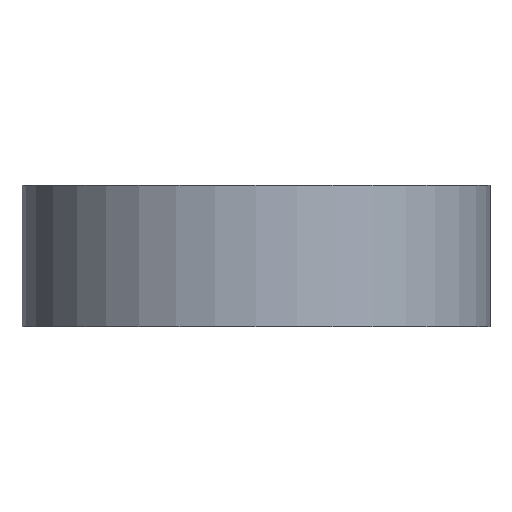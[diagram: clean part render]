
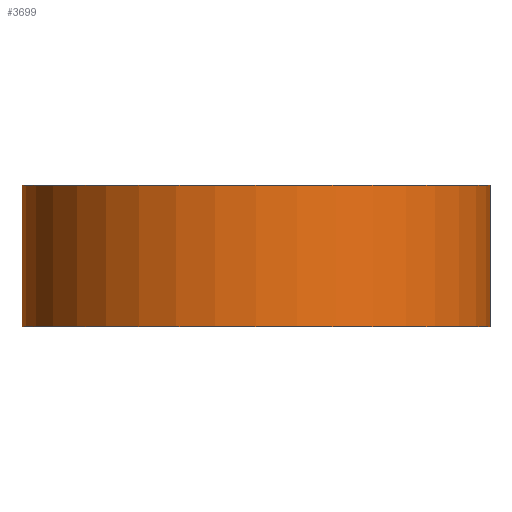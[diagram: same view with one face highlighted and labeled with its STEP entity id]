
A CAD part, front view. The second image highlights one B-rep face of the part: STEP entity #3699.
In plain terms, the highlighted cylindrical face has radius 82.5 mm (diameter 165 mm), a partial arc.
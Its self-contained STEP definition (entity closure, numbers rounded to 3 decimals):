
#177 = VERTEX_POINT ( 'NONE', #1562 ) ;
#403 = DIRECTION ( 'NONE',  ( -1., 0., 0. ) ) ;
#430 = DIRECTION ( 'NONE',  ( 0., 0., -1. ) ) ;
#455 = CARTESIAN_POINT ( 'NONE',  ( 0., 0., -50. ) ) ;
#486 = DIRECTION ( 'NONE',  ( 0., 0., -1. ) ) ;
#577 = ORIENTED_EDGE ( 'NONE', *, *, #2428, .T. ) ;
#601 = FACE_OUTER_BOUND ( 'NONE', #5162, .T. ) ;
#679 = EDGE_CURVE ( 'NONE', #4955, #790, #4166, .T. ) ;
#790 = VERTEX_POINT ( 'NONE', #1344 ) ;
#1286 = DIRECTION ( 'NONE',  ( -1., 0., 0. ) ) ;
#1296 = DIRECTION ( 'NONE',  ( 0., 0., 1. ) ) ;
#1319 = CARTESIAN_POINT ( 'NONE',  ( -82.5, 0., -50. ) ) ;
#1344 = CARTESIAN_POINT ( 'NONE',  ( -82.5, 0., -50. ) ) ;
#1407 = ORIENTED_EDGE ( 'NONE', *, *, #3577, .F. ) ;
#1562 = CARTESIAN_POINT ( 'NONE',  ( 82.5, 0., 0. ) ) ;
#1677 = VECTOR ( 'NONE', #1296, 1000. ) ;
#2010 = AXIS2_PLACEMENT_3D ( 'NONE', #5194, #5163, #2276 ) ;
#2054 = AXIS2_PLACEMENT_3D ( 'NONE', #455, #430, #403 ) ;
#2149 = LINE ( 'NONE', #1319, #3967 ) ;
#2276 = DIRECTION ( 'NONE',  ( 1., 0., 0. ) ) ;
#2428 = EDGE_CURVE ( 'NONE', #177, #4251, #3651, .T. ) ;
#2527 = CARTESIAN_POINT ( 'NONE',  ( 82.5, 0., -50. ) ) ;
#3042 = DIRECTION ( 'NONE',  ( 0., 0., 1. ) ) ;
#3356 = CARTESIAN_POINT ( 'NONE',  ( 0., 0., 0. ) ) ;
#3418 = EDGE_CURVE ( 'NONE', #4955, #177, #3716, .T. ) ;
#3436 = CARTESIAN_POINT ( 'NONE',  ( -82.5, 0., 0. ) ) ;
#3551 = CYLINDRICAL_SURFACE ( 'NONE', #2010, 82.5 ) ;
#3577 = EDGE_CURVE ( 'NONE', #790, #4251, #2149, .T. ) ;
#3642 = CARTESIAN_POINT ( 'NONE',  ( 82.5, 0., -50. ) ) ;
#3651 = CIRCLE ( 'NONE', #4835, 82.5 ) ;
#3699 = ADVANCED_FACE ( 'NONE', ( #601 ), #3551, .T. ) ;
#3716 = LINE ( 'NONE', #3642, #1677 ) ;
#3967 = VECTOR ( 'NONE', #3042, 1000. ) ;
#4166 = CIRCLE ( 'NONE', #2054, 82.5 ) ;
#4227 = ORIENTED_EDGE ( 'NONE', *, *, #679, .F. ) ;
#4251 = VERTEX_POINT ( 'NONE', #3436 ) ;
#4835 = AXIS2_PLACEMENT_3D ( 'NONE', #3356, #486, #1286 ) ;
#4955 = VERTEX_POINT ( 'NONE', #2527 ) ;
#4967 = ORIENTED_EDGE ( 'NONE', *, *, #3418, .T. ) ;
#5162 = EDGE_LOOP ( 'NONE', ( #1407, #4227, #4967, #577 ) ) ;
#5163 = DIRECTION ( 'NONE',  ( 0., 0., 1. ) ) ;
#5194 = CARTESIAN_POINT ( 'NONE',  ( 0., 0., -50. ) ) ;
